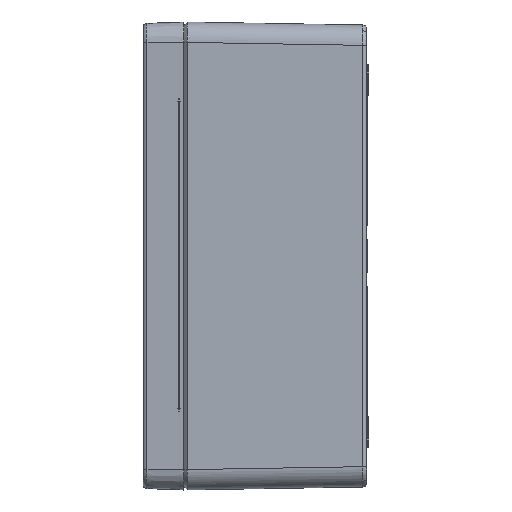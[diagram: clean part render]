
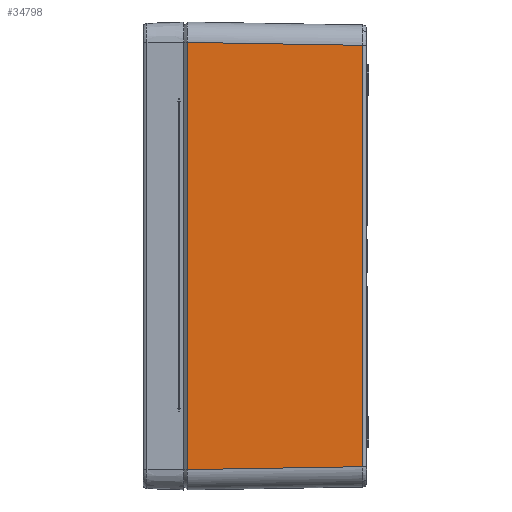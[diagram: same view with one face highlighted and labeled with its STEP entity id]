
A CAD part, left-side view. The second image highlights one B-rep face of the part: STEP entity #34798.
In plain terms, the highlighted planar face has unit normal (-1, -0.017, 0).
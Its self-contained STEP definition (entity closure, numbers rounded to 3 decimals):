
#3819=PLANE('',#37901);
#4764=LINE('',#67812,#6585);
#4765=LINE('',#67813,#6586);
#4766=LINE('',#67815,#6587);
#4767=LINE('',#67816,#6588);
#6585=VECTOR('',#43649,1000.);
#6586=VECTOR('',#43650,1000.);
#6587=VECTOR('',#43651,1000.);
#6588=VECTOR('',#43652,1000.);
#8702=FACE_OUTER_BOUND('',#11438,.T.);
#11438=EDGE_LOOP('',(#26317,#26318,#26319,#26320));
#15897=VERTEX_POINT('',#62897);
#16411=VERTEX_POINT('',#67810);
#16412=VERTEX_POINT('',#67811);
#16413=VERTEX_POINT('',#67814);
#19916=EDGE_CURVE('',#16411,#16412,#4764,.T.);
#19917=EDGE_CURVE('',#16412,#15897,#4765,.T.);
#19918=EDGE_CURVE('',#15897,#16413,#4766,.T.);
#19919=EDGE_CURVE('',#16413,#16411,#4767,.T.);
#26317=ORIENTED_EDGE('',*,*,#19916,.T.);
#26318=ORIENTED_EDGE('',*,*,#19917,.T.);
#26319=ORIENTED_EDGE('',*,*,#19918,.T.);
#26320=ORIENTED_EDGE('',*,*,#19919,.T.);
#34798=ADVANCED_FACE('',(#8702),#3819,.T.);
#37901=AXIS2_PLACEMENT_3D('',#67809,#43647,#43648);
#43647=DIRECTION('center_axis',(-1.,-0.017,0.));
#43648=DIRECTION('ref_axis',(0.017,-1.,0.));
#43649=DIRECTION('',(0.017,-1.,0.017));
#43650=DIRECTION('',(0.,0.,1.));
#43651=DIRECTION('',(-0.017,1.,0.017));
#43652=DIRECTION('',(0.,0.,-1.));
#62897=CARTESIAN_POINT('',(-138.534,-88.033,103.535));
#67809=CARTESIAN_POINT('Origin',(-140.,0.,-115.));
#67810=CARTESIAN_POINT('',(-139.97,-1.788,-104.972));
#67811=CARTESIAN_POINT('',(-138.534,-88.033,-103.535));
#67812=CARTESIAN_POINT('',(-140.003,0.166,-105.004));
#67813=CARTESIAN_POINT('',(-138.534,-88.033,103.503));
#67814=CARTESIAN_POINT('',(-139.97,-1.788,104.972));
#67815=CARTESIAN_POINT('',(-139.939,-3.661,104.94));
#67816=CARTESIAN_POINT('',(-139.97,-1.788,-115.));
